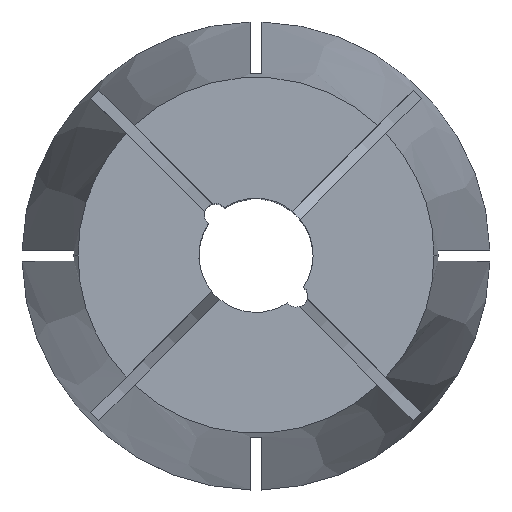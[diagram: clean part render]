
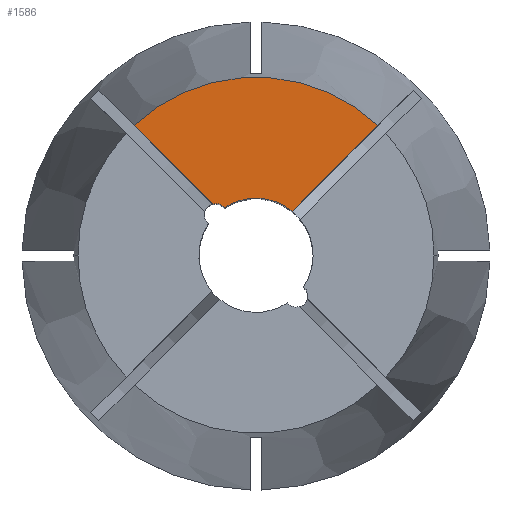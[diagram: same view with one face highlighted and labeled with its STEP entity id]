
A CAD part, top view. The second image highlights one B-rep face of the part: STEP entity #1586.
In plain terms, the highlighted planar face has unit normal (0, 0, 1).
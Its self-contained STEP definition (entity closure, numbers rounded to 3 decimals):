
#3 = ORIENTED_EDGE ( 'NONE', *, *, #1337, .T. ) ;
#37 = DIRECTION ( 'NONE',  ( 0.707, -0.707, 0. ) ) ;
#50 = AXIS2_PLACEMENT_3D ( 'NONE', #1492, #742, #1653 ) ;
#76 = VERTEX_POINT ( 'NONE', #880 ) ;
#174 = CARTESIAN_POINT ( 'NONE',  ( 0., 0., 0. ) ) ;
#221 = EDGE_LOOP ( 'NONE', ( #3, #1521, #1489, #1207, #626 ) ) ;
#272 = CARTESIAN_POINT ( 'NONE',  ( 0.354, 0.354, 0. ) ) ;
#319 = DIRECTION ( 'NONE',  ( 0., 0., -1. ) ) ;
#415 = CARTESIAN_POINT ( 'NONE',  ( -2.761, 4.168, 0. ) ) ;
#438 = FACE_OUTER_BOUND ( 'NONE', #221, .T. ) ;
#498 = PLANE ( 'NONE',  #1163 ) ;
#534 = DIRECTION ( 'NONE',  ( 1., 0., 0. ) ) ;
#626 = ORIENTED_EDGE ( 'NONE', *, *, #1668, .T. ) ;
#708 = EDGE_CURVE ( 'NONE', #976, #2062, #2154, .T. ) ;
#727 = EDGE_CURVE ( 'NONE', #76, #1928, #1220, .T. ) ;
#742 = DIRECTION ( 'NONE',  ( 0., 0., 1. ) ) ;
#765 = VECTOR ( 'NONE', #37, 1000. ) ;
#872 = CARTESIAN_POINT ( 'NONE',  ( 10.668, 11.375, 0. ) ) ;
#880 = CARTESIAN_POINT ( 'NONE',  ( 3.164, 3.871, 0. ) ) ;
#950 = VERTEX_POINT ( 'NONE', #1977 ) ;
#976 = VERTEX_POINT ( 'NONE', #415 ) ;
#1067 = CIRCLE ( 'NONE', #1751, 15.595 ) ;
#1106 = CARTESIAN_POINT ( 'NONE',  ( -0.354, 0.354, 0. ) ) ;
#1163 = AXIS2_PLACEMENT_3D ( 'NONE', #174, #319, #2059 ) ;
#1172 = DIRECTION ( 'NONE',  ( 0., 0., 1. ) ) ;
#1207 = ORIENTED_EDGE ( 'NONE', *, *, #727, .T. ) ;
#1216 = LINE ( 'NONE', #272, #765 ) ;
#1220 = LINE ( 'NONE', #1106, #2100 ) ;
#1227 = EDGE_CURVE ( 'NONE', #76, #976, #1436, .T. ) ;
#1337 = EDGE_CURVE ( 'NONE', #950, #2062, #1216, .T. ) ;
#1436 = CIRCLE ( 'NONE', #2072, 5. ) ;
#1437 = DIRECTION ( 'NONE',  ( 0., 0., 1. ) ) ;
#1445 = DIRECTION ( 'NONE',  ( 1., 0., 0. ) ) ;
#1489 = ORIENTED_EDGE ( 'NONE', *, *, #1227, .F. ) ;
#1492 = CARTESIAN_POINT ( 'NONE',  ( -3.536, 3.536, 0. ) ) ;
#1521 = ORIENTED_EDGE ( 'NONE', *, *, #708, .F. ) ;
#1586 = ADVANCED_FACE ( 'NONE', ( #438 ), #498, .F. ) ;
#1653 = DIRECTION ( 'NONE',  ( -1., 0., 0. ) ) ;
#1668 = EDGE_CURVE ( 'NONE', #1928, #950, #1067, .T. ) ;
#1738 = CARTESIAN_POINT ( 'NONE',  ( 0., 0., 0. ) ) ;
#1751 = AXIS2_PLACEMENT_3D ( 'NONE', #2002, #1437, #1445 ) ;
#1809 = DIRECTION ( 'NONE',  ( 0.707, 0.707, 0. ) ) ;
#1928 = VERTEX_POINT ( 'NONE', #872 ) ;
#1977 = CARTESIAN_POINT ( 'NONE',  ( -10.668, 11.375, 0. ) ) ;
#2002 = CARTESIAN_POINT ( 'NONE',  ( 0., 0., 0. ) ) ;
#2059 = DIRECTION ( 'NONE',  ( -1., 0., 0. ) ) ;
#2062 = VERTEX_POINT ( 'NONE', #2131 ) ;
#2072 = AXIS2_PLACEMENT_3D ( 'NONE', #1738, #1172, #534 ) ;
#2100 = VECTOR ( 'NONE', #1809, 1000. ) ;
#2131 = CARTESIAN_POINT ( 'NONE',  ( -3.794, 4.501, 0. ) ) ;
#2154 = CIRCLE ( 'NONE', #50, 1. ) ;
